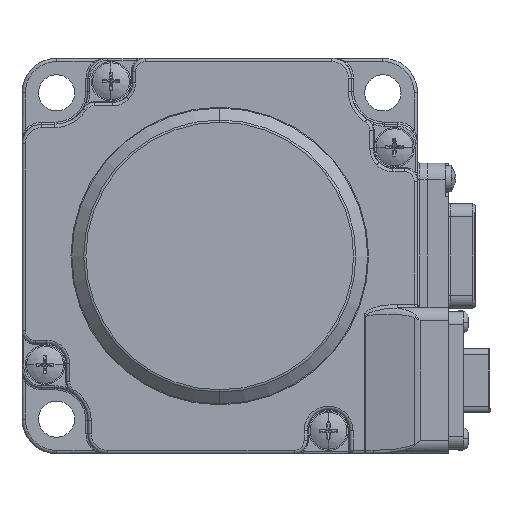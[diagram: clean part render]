
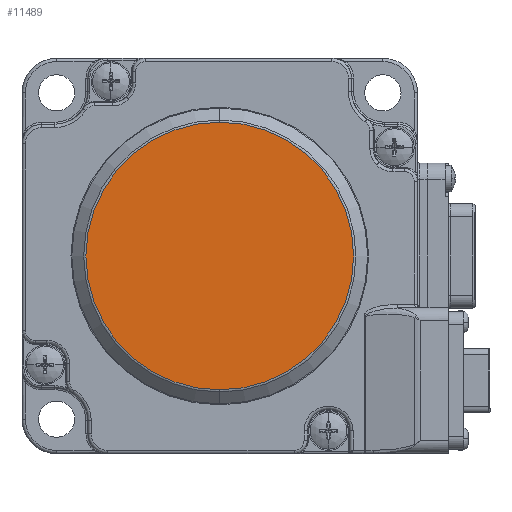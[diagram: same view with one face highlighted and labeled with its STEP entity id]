
A CAD part, front view. The second image highlights one B-rep face of the part: STEP entity #11489.
In plain terms, the highlighted planar face has unit normal (0, -1, 0).
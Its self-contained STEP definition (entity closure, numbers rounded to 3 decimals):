
#2831 = CIRCLE ( 'NONE', #20879, 20.308 ) ;
#2839 = CARTESIAN_POINT ( 'NONE',  ( 0., -81.45, 20.308 ) ) ;
#3911 = DIRECTION ( 'NONE',  ( 0., -1., 0. ) ) ;
#4030 = PLANE ( 'NONE',  #7742 ) ;
#4051 = DIRECTION ( 'NONE',  ( 0., 0., -1. ) ) ;
#4066 = EDGE_CURVE ( 'NONE', #4623, #12310, #28419, .T. ) ;
#4623 = VERTEX_POINT ( 'NONE', #21506 ) ;
#7742 = AXIS2_PLACEMENT_3D ( 'NONE', #29119, #13336, #20386 ) ;
#8440 = EDGE_LOOP ( 'NONE', ( #11426, #9447 ) ) ;
#9447 = ORIENTED_EDGE ( 'NONE', *, *, #10233, .T. ) ;
#9461 = DIRECTION ( 'NONE',  ( 0., 0., -1. ) ) ;
#10233 = EDGE_CURVE ( 'NONE', #12310, #4623, #2831, .T. ) ;
#11049 = FACE_OUTER_BOUND ( 'NONE', #8440, .T. ) ;
#11426 = ORIENTED_EDGE ( 'NONE', *, *, #4066, .T. ) ;
#11489 = ADVANCED_FACE ( 'NONE', ( #11049 ), #4030, .T. ) ;
#12310 = VERTEX_POINT ( 'NONE', #2839 ) ;
#13336 = DIRECTION ( 'NONE',  ( 0., -1., 0. ) ) ;
#15230 = AXIS2_PLACEMENT_3D ( 'NONE', #25534, #27975, #9461 ) ;
#20386 = DIRECTION ( 'NONE',  ( 0., 0., -1. ) ) ;
#20879 = AXIS2_PLACEMENT_3D ( 'NONE', #24837, #3911, #4051 ) ;
#21506 = CARTESIAN_POINT ( 'NONE',  ( 0., -81.45, -20.308 ) ) ;
#24837 = CARTESIAN_POINT ( 'NONE',  ( 0., -81.45, 0. ) ) ;
#25534 = CARTESIAN_POINT ( 'NONE',  ( 0., -81.45, 0. ) ) ;
#27975 = DIRECTION ( 'NONE',  ( 0., -1., 0. ) ) ;
#28419 = CIRCLE ( 'NONE', #15230, 20.308 ) ;
#29119 = CARTESIAN_POINT ( 'NONE',  ( 0., -81.45, 0. ) ) ;
